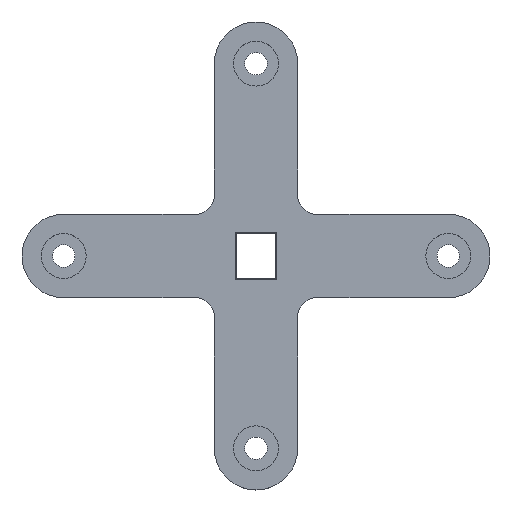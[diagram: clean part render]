
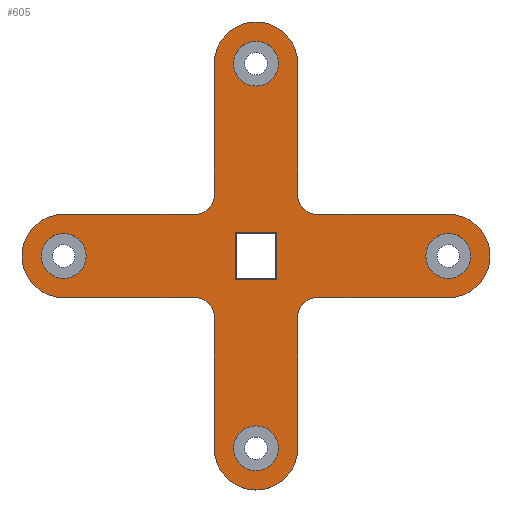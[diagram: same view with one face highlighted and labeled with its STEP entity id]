
A CAD part, top view. The second image highlights one B-rep face of the part: STEP entity #605.
In plain terms, the highlighted planar face has unit normal (0, 0, 1).
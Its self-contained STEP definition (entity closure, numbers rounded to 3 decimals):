
#19=FACE_BOUND('',#102,.T.);
#20=FACE_BOUND('',#103,.T.);
#21=FACE_BOUND('',#104,.T.);
#22=FACE_BOUND('',#105,.T.);
#23=FACE_BOUND('',#106,.T.);
#37=PLANE('',#673);
#63=FACE_OUTER_BOUND('',#101,.T.);
#101=EDGE_LOOP('',(#461,#462,#463,#464,#465,#466,#467,#468,#469,#470,#471,
#472,#473,#474,#475,#476));
#102=EDGE_LOOP('',(#477));
#103=EDGE_LOOP('',(#478));
#104=EDGE_LOOP('',(#479));
#105=EDGE_LOOP('',(#480));
#106=EDGE_LOOP('',(#481,#482,#483,#484));
#137=LINE('',#940,#189);
#142=LINE('',#955,#194);
#147=LINE('',#970,#199);
#152=LINE('',#985,#204);
#153=LINE('',#989,#205);
#154=LINE('',#992,#206);
#155=LINE('',#995,#207);
#156=LINE('',#998,#208);
#157=LINE('',#1001,#209);
#158=LINE('',#1003,#210);
#159=LINE('',#1005,#211);
#160=LINE('',#1006,#212);
#189=VECTOR('',#761,10.);
#194=VECTOR('',#774,10.);
#199=VECTOR('',#787,10.);
#204=VECTOR('',#800,10.);
#205=VECTOR('',#805,10.);
#206=VECTOR('',#808,10.);
#207=VECTOR('',#811,10.);
#208=VECTOR('',#814,10.);
#209=VECTOR('',#815,10.);
#210=VECTOR('',#816,10.);
#211=VECTOR('',#817,10.);
#212=VECTOR('',#818,10.);
#233=CIRCLE('',#638,3.5);
#236=CIRCLE('',#643,3.5);
#239=CIRCLE('',#648,3.5);
#242=CIRCLE('',#653,3.5);
#246=CIRCLE('',#659,3.);
#248=CIRCLE('',#663,3.);
#250=CIRCLE('',#667,3.);
#252=CIRCLE('',#671,3.);
#253=CIRCLE('',#674,6.5);
#254=CIRCLE('',#675,6.5);
#255=CIRCLE('',#676,6.5);
#256=CIRCLE('',#677,6.5);
#265=VERTEX_POINT('',#891);
#268=VERTEX_POINT('',#900);
#271=VERTEX_POINT('',#909);
#274=VERTEX_POINT('',#918);
#279=VERTEX_POINT('',#930);
#280=VERTEX_POINT('',#932);
#282=VERTEX_POINT('',#938);
#285=VERTEX_POINT('',#945);
#286=VERTEX_POINT('',#947);
#288=VERTEX_POINT('',#953);
#291=VERTEX_POINT('',#960);
#292=VERTEX_POINT('',#962);
#294=VERTEX_POINT('',#968);
#297=VERTEX_POINT('',#975);
#298=VERTEX_POINT('',#977);
#300=VERTEX_POINT('',#983);
#301=VERTEX_POINT('',#987);
#302=VERTEX_POINT('',#990);
#303=VERTEX_POINT('',#993);
#304=VERTEX_POINT('',#996);
#305=VERTEX_POINT('',#999);
#306=VERTEX_POINT('',#1000);
#307=VERTEX_POINT('',#1002);
#308=VERTEX_POINT('',#1004);
#321=EDGE_CURVE('',#265,#265,#233,.T.);
#325=EDGE_CURVE('',#268,#268,#236,.T.);
#329=EDGE_CURVE('',#271,#271,#239,.T.);
#333=EDGE_CURVE('',#274,#274,#242,.T.);
#339=EDGE_CURVE('',#279,#280,#246,.T.);
#343=EDGE_CURVE('',#282,#279,#137,.T.);
#346=EDGE_CURVE('',#285,#286,#248,.T.);
#350=EDGE_CURVE('',#288,#285,#142,.T.);
#353=EDGE_CURVE('',#291,#292,#250,.T.);
#357=EDGE_CURVE('',#294,#291,#147,.T.);
#360=EDGE_CURVE('',#297,#298,#252,.T.);
#364=EDGE_CURVE('',#300,#297,#152,.T.);
#365=EDGE_CURVE('',#301,#294,#253,.T.);
#366=EDGE_CURVE('',#286,#301,#153,.T.);
#367=EDGE_CURVE('',#302,#288,#254,.T.);
#368=EDGE_CURVE('',#280,#302,#154,.T.);
#369=EDGE_CURVE('',#303,#282,#255,.T.);
#370=EDGE_CURVE('',#298,#303,#155,.T.);
#371=EDGE_CURVE('',#304,#300,#256,.T.);
#372=EDGE_CURVE('',#292,#304,#156,.T.);
#373=EDGE_CURVE('',#305,#306,#157,.T.);
#374=EDGE_CURVE('',#307,#305,#158,.T.);
#375=EDGE_CURVE('',#308,#307,#159,.T.);
#376=EDGE_CURVE('',#306,#308,#160,.T.);
#461=ORIENTED_EDGE('',*,*,#365,.F.);
#462=ORIENTED_EDGE('',*,*,#366,.F.);
#463=ORIENTED_EDGE('',*,*,#346,.F.);
#464=ORIENTED_EDGE('',*,*,#350,.F.);
#465=ORIENTED_EDGE('',*,*,#367,.F.);
#466=ORIENTED_EDGE('',*,*,#368,.F.);
#467=ORIENTED_EDGE('',*,*,#339,.F.);
#468=ORIENTED_EDGE('',*,*,#343,.F.);
#469=ORIENTED_EDGE('',*,*,#369,.F.);
#470=ORIENTED_EDGE('',*,*,#370,.F.);
#471=ORIENTED_EDGE('',*,*,#360,.F.);
#472=ORIENTED_EDGE('',*,*,#364,.F.);
#473=ORIENTED_EDGE('',*,*,#371,.F.);
#474=ORIENTED_EDGE('',*,*,#372,.F.);
#475=ORIENTED_EDGE('',*,*,#353,.F.);
#476=ORIENTED_EDGE('',*,*,#357,.F.);
#477=ORIENTED_EDGE('',*,*,#321,.T.);
#478=ORIENTED_EDGE('',*,*,#325,.T.);
#479=ORIENTED_EDGE('',*,*,#329,.T.);
#480=ORIENTED_EDGE('',*,*,#333,.T.);
#481=ORIENTED_EDGE('',*,*,#373,.F.);
#482=ORIENTED_EDGE('',*,*,#374,.F.);
#483=ORIENTED_EDGE('',*,*,#375,.F.);
#484=ORIENTED_EDGE('',*,*,#376,.F.);
#605=ADVANCED_FACE('',(#63,#19,#20,#21,#22,#23),#37,.T.);
#638=AXIS2_PLACEMENT_3D('',#892,#707,#708);
#643=AXIS2_PLACEMENT_3D('',#901,#718,#719);
#648=AXIS2_PLACEMENT_3D('',#910,#729,#730);
#653=AXIS2_PLACEMENT_3D('',#919,#740,#741);
#659=AXIS2_PLACEMENT_3D('',#933,#754,#755);
#663=AXIS2_PLACEMENT_3D('',#948,#767,#768);
#667=AXIS2_PLACEMENT_3D('',#963,#780,#781);
#671=AXIS2_PLACEMENT_3D('',#978,#793,#794);
#673=AXIS2_PLACEMENT_3D('',#986,#801,#802);
#674=AXIS2_PLACEMENT_3D('',#988,#803,#804);
#675=AXIS2_PLACEMENT_3D('',#991,#806,#807);
#676=AXIS2_PLACEMENT_3D('',#994,#809,#810);
#677=AXIS2_PLACEMENT_3D('',#997,#812,#813);
#707=DIRECTION('center_axis',(0.,0.,-1.));
#708=DIRECTION('ref_axis',(1.,0.,0.));
#718=DIRECTION('center_axis',(0.,0.,-1.));
#719=DIRECTION('ref_axis',(1.,0.,0.));
#729=DIRECTION('center_axis',(0.,0.,-1.));
#730=DIRECTION('ref_axis',(1.,0.,0.));
#740=DIRECTION('center_axis',(0.,0.,-1.));
#741=DIRECTION('ref_axis',(1.,0.,0.));
#754=DIRECTION('center_axis',(0.,0.,1.));
#755=DIRECTION('ref_axis',(0.707,0.707,0.));
#761=DIRECTION('',(0.,1.,0.));
#767=DIRECTION('center_axis',(0.,0.,1.));
#768=DIRECTION('ref_axis',(0.707,-0.707,0.));
#774=DIRECTION('',(1.,0.,0.));
#780=DIRECTION('center_axis',(0.,0.,1.));
#781=DIRECTION('ref_axis',(-0.707,-0.707,0.));
#787=DIRECTION('',(0.,-1.,0.));
#793=DIRECTION('center_axis',(0.,0.,1.));
#794=DIRECTION('ref_axis',(-0.707,0.707,0.));
#800=DIRECTION('',(-1.,0.,0.));
#801=DIRECTION('center_axis',(0.,0.,1.));
#802=DIRECTION('ref_axis',(1.,0.,0.));
#803=DIRECTION('center_axis',(0.,0.,-1.));
#804=DIRECTION('ref_axis',(1.,0.,0.));
#805=DIRECTION('',(0.,1.,0.));
#806=DIRECTION('center_axis',(0.,0.,-1.));
#807=DIRECTION('ref_axis',(1.,0.,0.));
#808=DIRECTION('',(-1.,0.,0.));
#809=DIRECTION('center_axis',(0.,0.,-1.));
#810=DIRECTION('ref_axis',(1.,0.,0.));
#811=DIRECTION('',(0.,-1.,0.));
#812=DIRECTION('center_axis',(0.,0.,-1.));
#813=DIRECTION('ref_axis',(1.,0.,0.));
#814=DIRECTION('',(1.,0.,0.));
#815=DIRECTION('',(-1.,0.,0.));
#816=DIRECTION('',(0.,1.,0.));
#817=DIRECTION('',(1.,0.,0.));
#818=DIRECTION('',(0.,-1.,0.));
#891=CARTESIAN_POINT('',(-3.5,-30.,5.5));
#892=CARTESIAN_POINT('Origin',(0.,-30.,5.5));
#900=CARTESIAN_POINT('',(-33.5,0.,5.5));
#901=CARTESIAN_POINT('Origin',(-30.,0.,5.5));
#909=CARTESIAN_POINT('',(26.5,0.,5.5));
#910=CARTESIAN_POINT('Origin',(30.,0.,5.5));
#918=CARTESIAN_POINT('',(-3.5,30.,5.5));
#919=CARTESIAN_POINT('Origin',(0.,30.,5.5));
#930=CARTESIAN_POINT('',(-6.5,-9.5,5.5));
#932=CARTESIAN_POINT('',(-9.5,-6.5,5.5));
#933=CARTESIAN_POINT('Origin',(-9.5,-9.5,5.5));
#938=CARTESIAN_POINT('',(-6.5,-30.,5.5));
#940=CARTESIAN_POINT('',(-6.5,-3.25,5.5));
#945=CARTESIAN_POINT('',(-9.5,6.5,5.5));
#947=CARTESIAN_POINT('',(-6.5,9.5,5.5));
#948=CARTESIAN_POINT('Origin',(-9.5,9.5,5.5));
#953=CARTESIAN_POINT('',(-30.,6.5,5.5));
#955=CARTESIAN_POINT('',(-3.25,6.5,5.5));
#960=CARTESIAN_POINT('',(6.5,9.5,5.5));
#962=CARTESIAN_POINT('',(9.5,6.5,5.5));
#963=CARTESIAN_POINT('Origin',(9.5,9.5,5.5));
#968=CARTESIAN_POINT('',(6.5,30.,5.5));
#970=CARTESIAN_POINT('',(6.5,3.25,5.5));
#975=CARTESIAN_POINT('',(9.5,-6.5,5.5));
#977=CARTESIAN_POINT('',(6.5,-9.5,5.5));
#978=CARTESIAN_POINT('Origin',(9.5,-9.5,5.5));
#983=CARTESIAN_POINT('',(30.,-6.5,5.5));
#985=CARTESIAN_POINT('',(3.25,-6.5,5.5));
#986=CARTESIAN_POINT('Origin',(0.,0.,5.5));
#987=CARTESIAN_POINT('',(-6.5,30.,5.5));
#988=CARTESIAN_POINT('Origin',(0.,30.,5.5));
#989=CARTESIAN_POINT('',(-6.5,15.,5.5));
#990=CARTESIAN_POINT('',(-30.,-6.5,5.5));
#991=CARTESIAN_POINT('Origin',(-30.,0.,5.5));
#992=CARTESIAN_POINT('',(-15.,-6.5,5.5));
#993=CARTESIAN_POINT('',(6.5,-30.,5.5));
#994=CARTESIAN_POINT('Origin',(0.,-30.,5.5));
#995=CARTESIAN_POINT('',(6.5,-15.,5.5));
#996=CARTESIAN_POINT('',(30.,6.5,5.5));
#997=CARTESIAN_POINT('Origin',(30.,0.,5.5));
#998=CARTESIAN_POINT('',(15.,6.5,5.5));
#999=CARTESIAN_POINT('',(3.22,3.72,5.5));
#1000=CARTESIAN_POINT('',(-3.22,3.72,5.5));
#1001=CARTESIAN_POINT('',(-0.75,3.72,5.5));
#1002=CARTESIAN_POINT('',(3.22,-3.72,5.5));
#1003=CARTESIAN_POINT('',(3.22,0.875,5.5));
#1004=CARTESIAN_POINT('',(-3.22,-3.72,5.5));
#1005=CARTESIAN_POINT('',(0.75,-3.72,5.5));
#1006=CARTESIAN_POINT('',(-3.22,-0.875,5.5));
